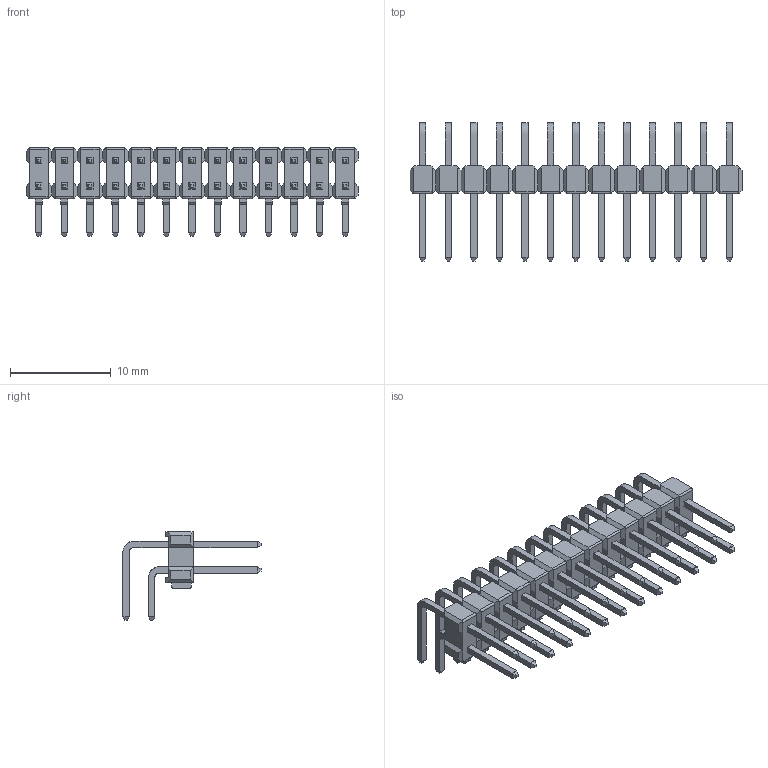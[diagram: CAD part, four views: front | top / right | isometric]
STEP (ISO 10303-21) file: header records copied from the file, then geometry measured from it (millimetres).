
FILE_DESCRIPTION(/* description */ (''),/* implementation_level */ '2;1');
FILE_NAME(/* name */ 'PINHEA~4',/* time_stamp */ '2014-06-22T10:11:59+02:00',/* author */ (''),/* organization */ (''),/* preprocessor_version */ 'ST-DEVELOPER v14',/* originating_system */ '',/* authorisation */ '');
FILE_SCHEMA (('AUTOMOTIVE_DESIGN'));
Length unit declared in the file: millimetre
Products named in the file (1): Document
Bounding box: 33.02 x 13.74 x 8.83 mm (x, y, z)
Volume: 551.7 mm3; surface area: 2213.5 mm2
Topology: 39 solids, 39 shells, 1040 faces, 2594 edges, 1647 vertices
Faces by surface type: plane 871, bspline 169
Entity records: 59592 total; most frequent: CARTESIAN_POINT 23745, B_SPLINE_CURVE_WITH_KNOTS 7092, ORIENTED_EDGE 5174, PCURVE 5174, DEFINITIONAL_REPRESENTATION 5174, SURFACE_CURVE 2587, EDGE_CURVE 2587, VERTEX_POINT 1638
